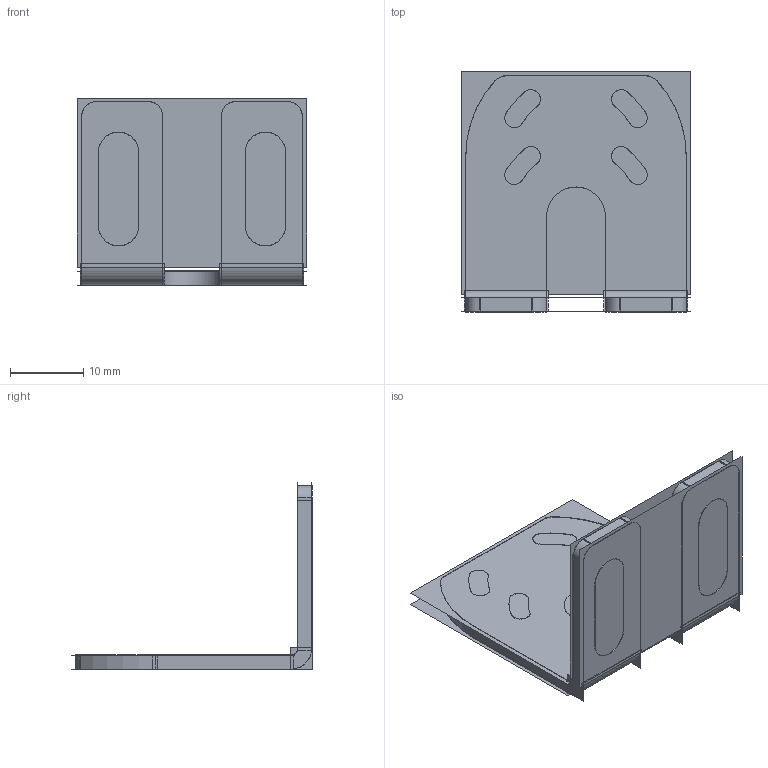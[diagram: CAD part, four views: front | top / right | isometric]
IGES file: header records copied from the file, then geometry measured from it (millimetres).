
Start section:  PTC IGES file: 207258.igs
Global section: file name: 207258.igs; native system: Creo Parametric by PTC Inc.; preprocessor: 2018300; author: pdmadmin; organization: Unknown; date: 20191031.072140; units: millimetre
Bounding box: 31.2 x 32.77 x 25.51 mm (x, y, z)
Volume: 2042.5 mm3; surface area: 14248 mm2
Topology: 1 solids, 1 shells, 116 faces, 602 edges, 764 vertices
Faces by surface type: revolution 66, bspline 50
